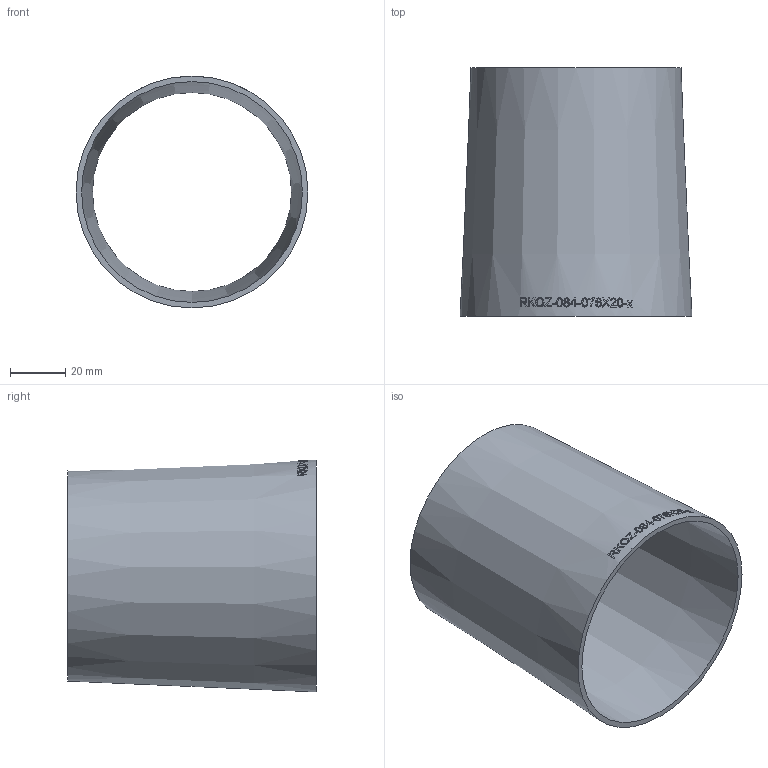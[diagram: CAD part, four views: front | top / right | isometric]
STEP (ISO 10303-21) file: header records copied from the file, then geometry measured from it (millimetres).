
FILE_DESCRIPTION (( 'STEP AP214' ), '1' );
FILE_NAME ('RKOZ-084-076X20-x Reduzierung aus Blech ISO-sonstige 2007.STEP', '2020-07-21T11:26:55', ( '' ), ( '' ), 'SwSTEP 2.0', 'SolidWorks 2019', '' );
FILE_SCHEMA (( 'AUTOMOTIVE_DESIGN' ));
Length unit declared in the file: millimetre
Products named in the file (1): RKOZ-084-076X20-x Reduzierung aus Blech ISO-sonstige 2007
Bounding box: 84 x 90 x 84 mm (x, y, z)
Volume: 44153.4 mm3; surface area: 45166.2 mm2
Topology: 1 solids, 1 shells, 221 faces, 579 edges, 386 vertices
Faces by surface type: bspline 191, cone 28, plane 2
Entity records: 25737 total; most frequent: CARTESIAN_POINT 19668, ORIENTED_EDGE 1154, EDGE_CURVE 577, B_SPLINE_CURVE_WITH_KNOTS 573, VERTEX_POINT 386, EDGE_LOOP 251, ADVANCED_FACE 221, FACE_OUTER_BOUND 221
